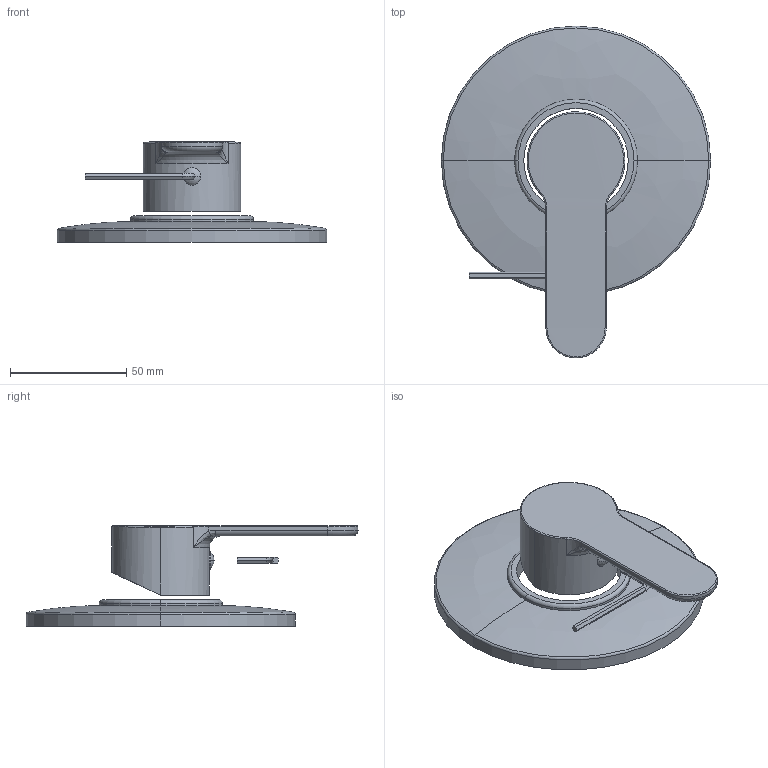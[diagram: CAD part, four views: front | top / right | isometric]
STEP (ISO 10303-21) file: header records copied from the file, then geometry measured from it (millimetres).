
FILE_DESCRIPTION((''),'2;1');
FILE_NAME('BLU010CREST_ASM','2021-02-03T08:13:11',('stefano.gianpani'),('PAFFONI SpA'),'CREO PARAMETRIC BY PTC INC, 2020044','CREO PARAMETRIC BY PTC INC, 2020044','');
FILE_SCHEMA(('CONFIG_CONTROL_DESIGN','SHAPE_APPEARANCE_LAYERS_GROUPS'));
Length unit declared in the file: millimetre
Products named in the file (9): 4061202CR; 592305006A2I; TCF0691105CRRB; CHBR25; 8001114_ASM; 4061060CR; 2091099; 5007007CR_ASM; BLU010CREST_ASM
Assembly tree (8 placements, depth 3):
  BLU010CREST_ASM
    4061202CR
    8001114_ASM
      592305006A2I
      TCF0691105CRRB
      CHBR25
    5007007CR_ASM
      4061060CR
      2091099
Bounding box: 116 x 143 x 43.5 mm (x, y, z)
Volume: 33614.3 mm3; surface area: 40125.7 mm2
Topology: 6 solids, 8 shells, 179 faces, 417 edges, 255 vertices
Faces by surface type: plane 66, cylinder 60, bspline 24, cone 17, torus 10, sphere 2
Entity records: 8193 total; most frequent: CARTESIAN_POINT 2680, DIRECTION 848, ORIENTED_EDGE 822, PRESENTATION_STYLE_ASSIGNMENT 423, STYLED_ITEM 423, CURVE_STYLE 415, EDGE_CURVE 415, AXIS2_PLACEMENT_3D 321
